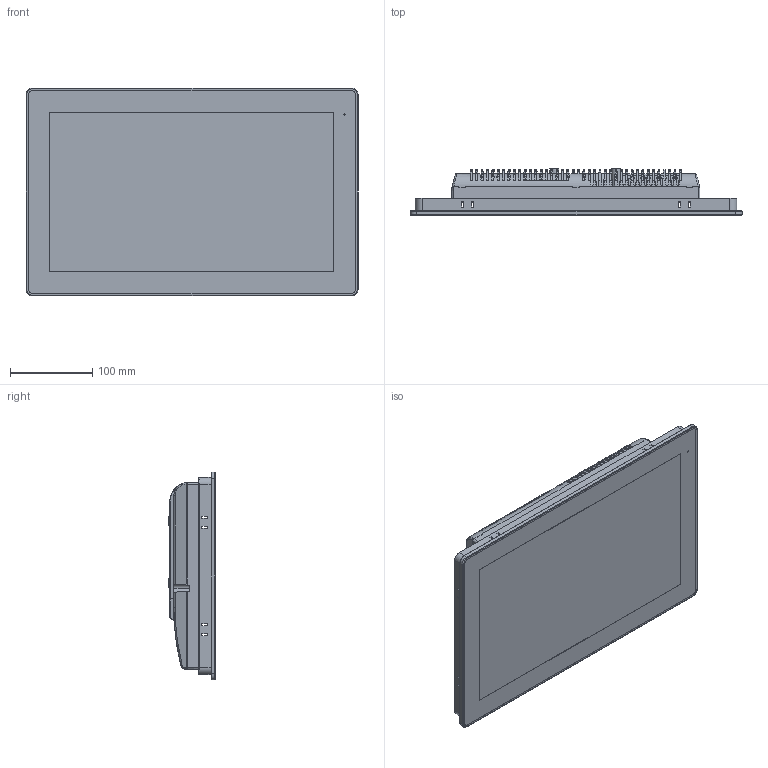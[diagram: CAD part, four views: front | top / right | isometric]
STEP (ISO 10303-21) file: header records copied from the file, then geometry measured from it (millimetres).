
FILE_DESCRIPTION (( 'STEP AP214' ), '1' );
FILE_NAME ('IFC-515WC.STEP', '2025-03-03T06:28:07', ( '' ), ( '' ), 'SwSTEP 2.0', 'SolidWorks 2024', '' );
FILE_SCHEMA (( 'AUTOMOTIVE_DESIGN' ));
Length unit declared in the file: millimetre
Products named in the file (1): IFC-515WC
Bounding box: 402.76 x 57 x 252.19 mm (x, y, z)
Surface area: 772244.3 mm2 (no closed solid volume)
Topology: 0 solids, 9 shells, 2471 faces, 6533 edges, 4038 vertices
Faces by surface type: cylinder 958, plane 931, bspline 276, torus 243, cone 40, sphere 23
Entity records: 141903 total; most frequent: CARTESIAN_POINT 62217, ORIENTED_EDGE 12692, DIRECTION 7836, EDGE_CURVE 6519, VERTEX_POINT 4031, B_SPLINE_CURVE_WITH_KNOTS 3377, AXIS2_PLACEMENT_3D 2733, EDGE_LOOP 2661
